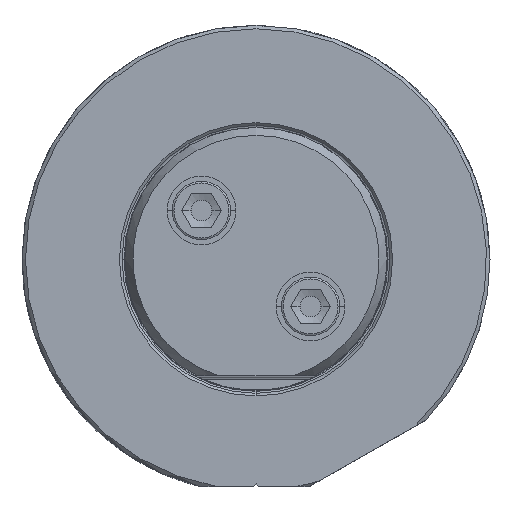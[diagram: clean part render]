
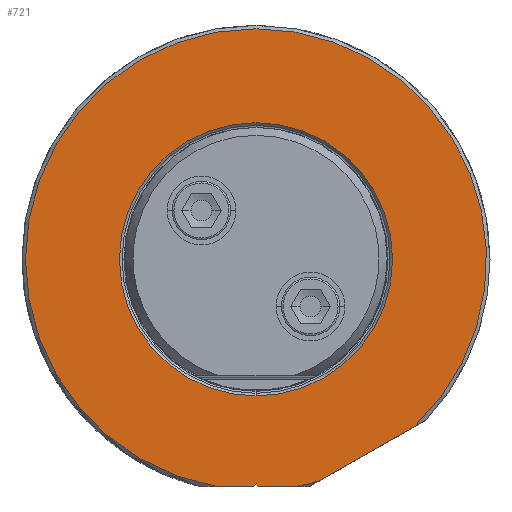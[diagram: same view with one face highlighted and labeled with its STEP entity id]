
A CAD part, top view. The second image highlights one B-rep face of the part: STEP entity #721.
In plain terms, the highlighted planar face has unit normal (0, 0, 1).
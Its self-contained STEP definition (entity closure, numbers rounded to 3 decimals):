
#233=PLANE('',#6273);
#721=ADVANCED_FACE('',(#1024,#1025),#233,.T.);
#1024=FACE_BOUND('',#1198,.T.);
#1025=FACE_BOUND('',#1199,.T.);
#1198=EDGE_LOOP('',(#3496,#3497,#3498,#3499,#3500,#3501,#3502,#3503));
#1199=EDGE_LOOP('',(#3504,#3505));
#1500=CIRCLE('',#6267,33.5);
#1501=CIRCLE('',#6268,33.5);
#1502=CIRCLE('',#6270,33.5);
#1503=CIRCLE('',#6271,19.85);
#1504=CIRCLE('',#6272,19.85);
#1814=LINE('',#12387,#2140);
#1816=LINE('',#12401,#2142);
#1818=LINE('',#12405,#2144);
#1820=LINE('',#12409,#2146);
#1822=LINE('',#12413,#2148);
#2140=VECTOR('',#7268,1.);
#2142=VECTOR('',#7272,1.);
#2144=VECTOR('',#7276,1.);
#2146=VECTOR('',#7280,1.);
#2148=VECTOR('',#7284,1.);
#3496=ORIENTED_EDGE('',*,*,#5422,.T.);
#3497=ORIENTED_EDGE('',*,*,#5340,.T.);
#3498=ORIENTED_EDGE('',*,*,#5421,.T.);
#3499=ORIENTED_EDGE('',*,*,#5420,.T.);
#3500=ORIENTED_EDGE('',*,*,#5350,.F.);
#3501=ORIENTED_EDGE('',*,*,#5348,.T.);
#3502=ORIENTED_EDGE('',*,*,#5346,.T.);
#3503=ORIENTED_EDGE('',*,*,#5344,.F.);
#3504=ORIENTED_EDGE('',*,*,#5423,.T.);
#3505=ORIENTED_EDGE('',*,*,#5424,.T.);
#4640=VERTEX_POINT('',#12386);
#4641=VERTEX_POINT('',#12388);
#4643=VERTEX_POINT('',#12400);
#4644=VERTEX_POINT('',#12402);
#4645=VERTEX_POINT('',#12406);
#4646=VERTEX_POINT('',#12410);
#4647=VERTEX_POINT('',#12414);
#4686=VERTEX_POINT('',#14601);
#4687=VERTEX_POINT('',#14606);
#4688=VERTEX_POINT('',#14607);
#5340=EDGE_CURVE('',#4641,#4640,#1814,.T.);
#5344=EDGE_CURVE('',#4643,#4644,#1816,.T.);
#5346=EDGE_CURVE('',#4645,#4644,#1818,.T.);
#5348=EDGE_CURVE('',#4646,#4645,#1820,.T.);
#5350=EDGE_CURVE('',#4646,#4647,#1822,.T.);
#5420=EDGE_CURVE('',#4686,#4647,#1500,.T.);
#5421=EDGE_CURVE('',#4640,#4686,#1501,.T.);
#5422=EDGE_CURVE('',#4643,#4641,#1502,.T.);
#5423=EDGE_CURVE('',#4687,#4688,#1503,.T.);
#5424=EDGE_CURVE('',#4688,#4687,#1504,.T.);
#6267=AXIS2_PLACEMENT_3D('',#14600,#7383,#7384);
#6268=AXIS2_PLACEMENT_3D('',#14602,#7385,#7386);
#6270=AXIS2_PLACEMENT_3D('',#14604,#7389,#7390);
#6271=AXIS2_PLACEMENT_3D('',#14605,#7391,#7392);
#6272=AXIS2_PLACEMENT_3D('',#14608,#7393,#7394);
#6273=AXIS2_PLACEMENT_3D('',#14609,#7395,#7396);
#7268=DIRECTION('',(0.869,0.495,0.));
#7272=DIRECTION('',(-1.,0.,0.));
#7276=DIRECTION('',(0.707,-0.707,0.));
#7280=DIRECTION('',(0.707,0.707,0.));
#7284=DIRECTION('',(-1.,0.,0.));
#7383=DIRECTION('',(0.,0.,1.));
#7384=DIRECTION('',(0.,1.,0.));
#7385=DIRECTION('',(0.,0.,1.));
#7386=DIRECTION('',(0.691,-0.723,0.));
#7389=DIRECTION('',(0.,0.,1.));
#7390=DIRECTION('',(0.172,-0.985,0.));
#7391=DIRECTION('',(0.,0.,-1.));
#7392=DIRECTION('',(0.,-1.,0.));
#7393=DIRECTION('',(0.,0.,-1.));
#7394=DIRECTION('',(0.,1.,0.));
#7395=DIRECTION('',(0.,0.,1.));
#7396=DIRECTION('',(0.,-1.,0.));
#12386=CARTESIAN_POINT('',(23.141,-24.222,0.));
#12387=CARTESIAN_POINT('',(9.022,-32.262,0.));
#12388=CARTESIAN_POINT('',(9.022,-32.262,0.));
#12400=CARTESIAN_POINT('',(5.766,-33.,0.));
#12401=CARTESIAN_POINT('',(5.766,-33.,0.));
#12402=CARTESIAN_POINT('',(0.354,-33.,0.));
#12405=CARTESIAN_POINT('',(0.,-32.646,0.));
#12406=CARTESIAN_POINT('',(0.,-32.646,0.));
#12409=CARTESIAN_POINT('',(-0.354,-33.,0.));
#12410=CARTESIAN_POINT('',(-0.354,-33.,0.));
#12413=CARTESIAN_POINT('',(-0.354,-33.,0.));
#12414=CARTESIAN_POINT('',(-5.766,-33.,0.));
#14600=CARTESIAN_POINT('',(0.,0.,0.));
#14601=CARTESIAN_POINT('',(0.,33.5,0.));
#14602=CARTESIAN_POINT('',(0.,0.,0.));
#14604=CARTESIAN_POINT('',(0.,0.,0.));
#14605=CARTESIAN_POINT('',(0.,0.,0.));
#14606=CARTESIAN_POINT('',(0.,-19.85,0.));
#14607=CARTESIAN_POINT('',(0.,19.85,0.));
#14608=CARTESIAN_POINT('',(0.,0.,0.));
#14609=CARTESIAN_POINT('',(0.,0.25,0.));
